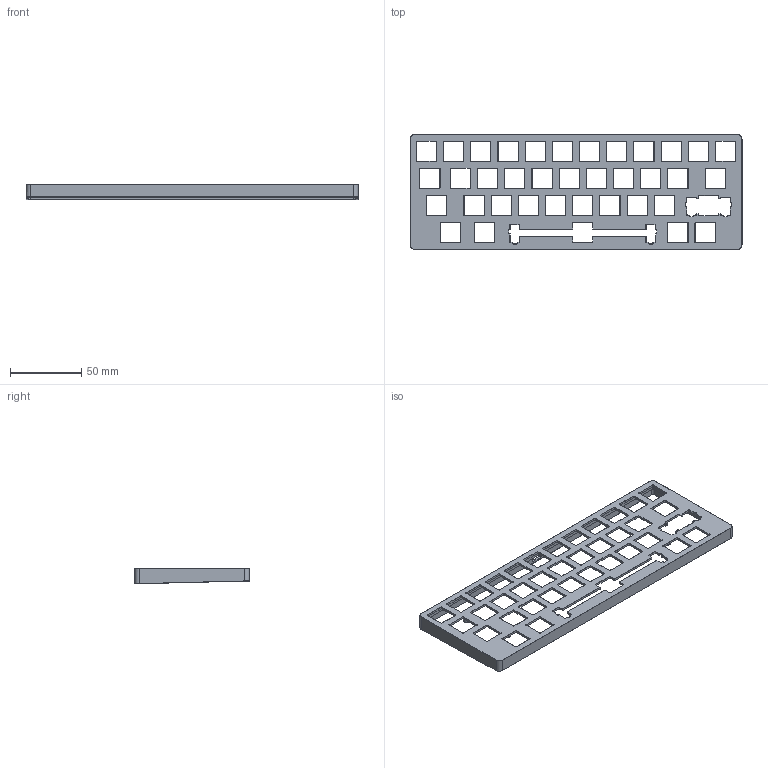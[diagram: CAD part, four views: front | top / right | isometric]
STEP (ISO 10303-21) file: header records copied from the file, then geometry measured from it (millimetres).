
FILE_DESCRIPTION(('FreeCAD Model'),'2;1');
FILE_NAME('Open CASCADE Shape Model','2024-01-24T23:40:45',(''),(''), 'Open CASCADE STEP processor 7.6','FreeCAD','Unknown');
FILE_SCHEMA(('AUTOMOTIVE_DESIGN { 1 0 10303 214 1 1 1 1 }'));
Products named in the file (1): Body003
Bounding box: 232.65 x 80.25 x 11 mm (x, y, z)
Volume: 26896.7 mm3; surface area: 35920.5 mm2
Topology: 1 solids, 1 shells, 964 faces, 2400 edges, 1444 vertices
Faces by surface type: plane 480, cylinder 248, cone 228, bspline 8
Full cylindrical faces by diameter (mm): 1.6 x4, 5 x4
Entity records: 60730 total; most frequent: CARTESIAN_POINT 11604, DIRECTION 9565, LINE 5938, VECTOR 5938, ORIENTED_EDGE 4792, PCURVE 4792, DEFINITIONAL_REPRESENTATION 4792, EDGE_CURVE 2396
